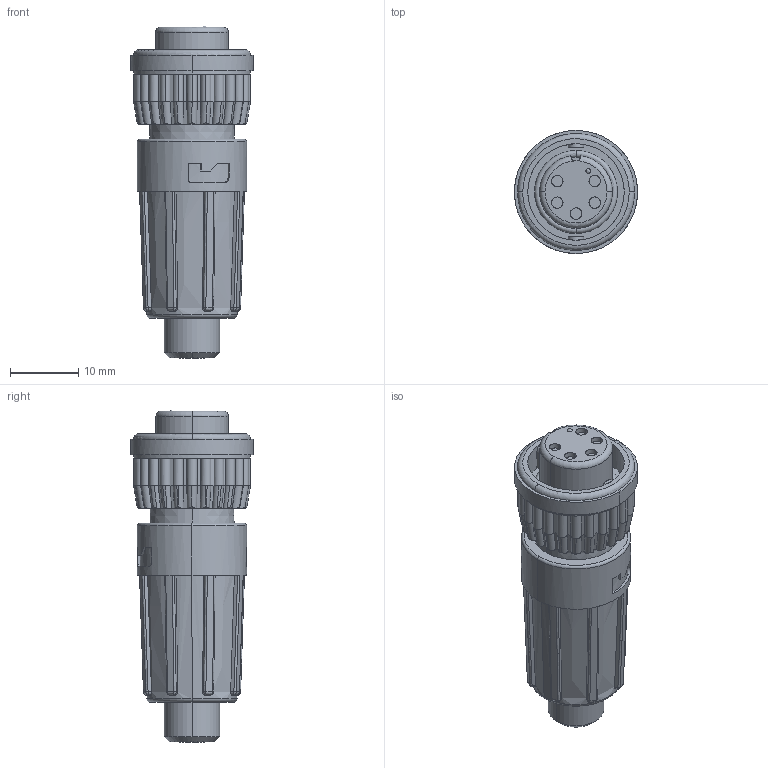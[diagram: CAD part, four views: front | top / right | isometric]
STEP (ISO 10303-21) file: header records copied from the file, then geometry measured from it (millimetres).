
FILE_DESCRIPTION (( 'STEP AP203' ), '1' );
FILE_NAME ('6280-5SG-513.STEP', '2016-12-07T20:51:05', ( '' ), ( '' ), 'SwSTEP 2.0', 'SolidWorks 2014', '' );
FILE_SCHEMA (( 'CONFIG_CONTROL_DESIGN' ));
Length unit declared in the file: inch
Products named in the file (2): 6280-5SG-513
Bounding box: 18.02 x 18.03 x 48.67 mm (x, y, z)
Volume: 7332.6 mm3; surface area: 3500.2 mm2
Topology: 1 solids, 1 shells, 403 faces, 1092 edges, 691 vertices
Faces by surface type: cylinder 198, plane 97, bspline 65, torus 37, cone 6
Entity records: 21400 total; most frequent: CARTESIAN_POINT 12699, ORIENTED_EDGE 2152, DIRECTION 1214, EDGE_CURVE 1076, VERTEX_POINT 691, B_SPLINE_CURVE_WITH_KNOTS 634, AXIS2_PLACEMENT_3D 461, EDGE_LOOP 419
